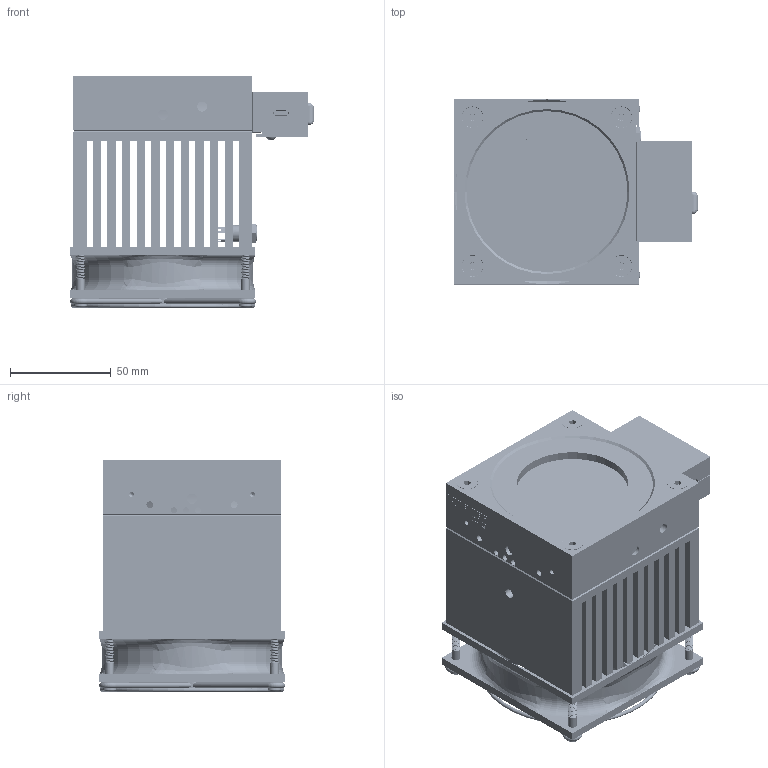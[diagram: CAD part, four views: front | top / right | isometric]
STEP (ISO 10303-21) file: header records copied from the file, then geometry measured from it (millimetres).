
FILE_DESCRIPTION (( 'STEP AP214' ), '1' );
FILE_NAME ('SK-9732 UP55N-300F-H12-BLU.STEP', '2017-12-06T18:59:26', ( '' ), ( '' ), 'SwSTEP 2.0', 'SolidWorks 2016', '' );
FILE_SCHEMA (( 'AUTOMOTIVE_DESIGN' ));
Length unit declared in the file: millimetre
Products named in the file (1): SK-9732 UP55N-300F-H12-BLU
Bounding box: 121.26 x 92.38 x 115.25 mm (x, y, z)
Volume: 589317.1 mm3; surface area: 247311.6 mm2
Topology: 19 solids, 22 shells, 2994 faces, 8268 edges, 5404 vertices
Faces by surface type: cylinder 1327, plane 996, bspline 408, cone 205, torus 54, sphere 4
Entity records: 169731 total; most frequent: CARTESIAN_POINT 68908, ORIENTED_EDGE 16484, DIRECTION 11156, EDGE_CURVE 8242, VERTEX_POINT 5404, VECTOR 4180, LINE 4180, AXIS2_PLACEMENT_3D 3488
